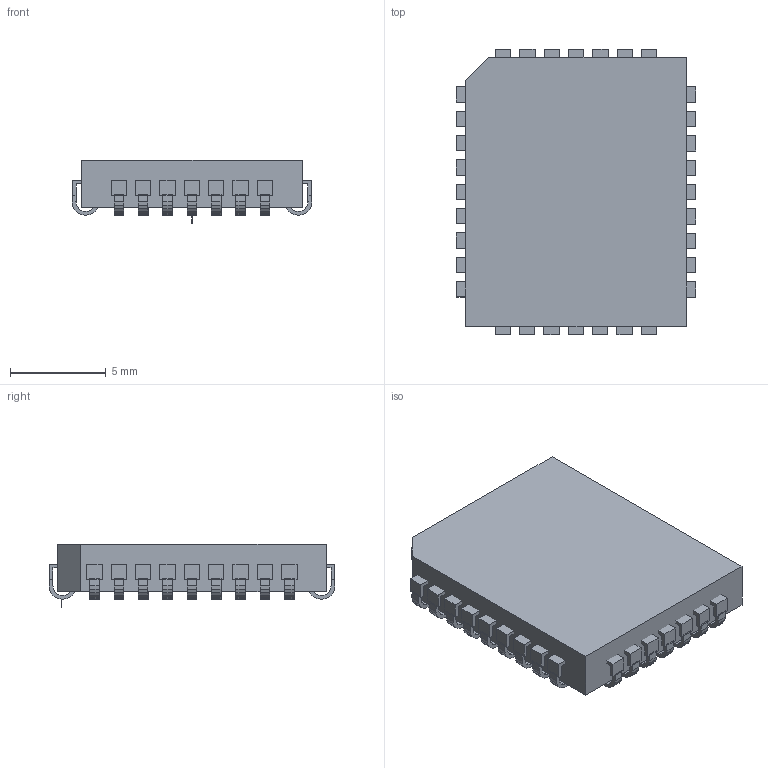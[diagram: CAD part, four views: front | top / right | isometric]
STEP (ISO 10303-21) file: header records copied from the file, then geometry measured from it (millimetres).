
FILE_DESCRIPTION (( 'STEP AP214' ), '1' );
FILE_NAME ('SW3dPS-PLCC32.STEP', '2009-05-13T11:25:45', ( 'SysAdmin' ), ( 'SolidWorks' ), 'SwSTEP 2.0', 'SolidWorks 2009', '' );
FILE_SCHEMA (( 'AUTOMOTIVE_DESIGN' ));
Length unit declared in the file: millimetre
Products named in the file (18): SW3dPS-PLCC32_Board6; SW3dPS-PLCC32_Board4; SW3dPS-PLCC32; SW3dPS-PLCC32_Free-Models3; SW3dPS-PLCC32_PLCC33; SW3dPS-PLCC32_Open CASCADE STEP translator 6.2 39.3; SW3dPS-PLCC32_Extruded4; SW3dPS-PLCC32_339730385; SW3dPS-PLCC32_Free-Models4; SW3dPS-PLCC32_PINPLCC33; SW3dPS-PLCC32_Extruded5; SW3dPS-PLCC32_339728465; SW3dPS-PLCC32_339732177; SW3dPS-PLCC32_Free-Models5; SW3dPS-PLCC32_BODYPLCC33; SW3dPS-PLCC32_Board5; SW3dPS-PLCC32_Board7; SW3dPS-PLCC32_Extruded3
Assembly tree (48 placements, depth 8):
  SW3dPS-PLCC32
    SW3dPS-PLCC32_Board6
    SW3dPS-PLCC32_Open CASCADE STEP translator 6.2 39.3
      SW3dPS-PLCC32_PLCC33
        SW3dPS-PLCC32_Board4
        SW3dPS-PLCC32_Free-Models3
          SW3dPS-PLCC32_PINPLCC33  x32
            SW3dPS-PLCC32_Free-Models4
              SW3dPS-PLCC32_339728465
                SW3dPS-PLCC32_Extruded5
              SW3dPS-PLCC32_339730385
                SW3dPS-PLCC32_Extruded4
            SW3dPS-PLCC32_Board5
          SW3dPS-PLCC32_BODYPLCC33
            SW3dPS-PLCC32_Free-Models5
              SW3dPS-PLCC32_339732177
                SW3dPS-PLCC32_Extruded3
            SW3dPS-PLCC32_Board7
Bounding box: 12.5 x 14.91 x 3.29 mm (x, y, z)
Volume: 411 mm3; surface area: 667.8 mm2
Topology: 100 solids, 100 shells, 1497 faces, 3891 edges, 2594 vertices
Faces by surface type: plane 1497
Entity records: 2864 total; most frequent: DIRECTION 434, CARTESIAN_POINT 420, ORIENTED_EDGE 342, EDGE_CURVE 171, LINE 170, VECTOR 170, AXIS2_PLACEMENT_3D 132, VERTEX_POINT 114
